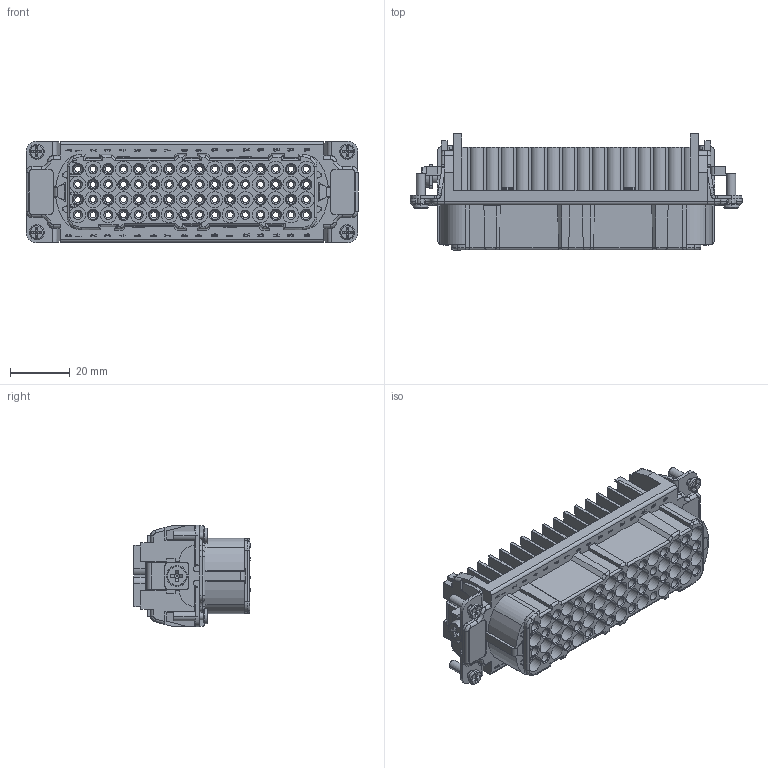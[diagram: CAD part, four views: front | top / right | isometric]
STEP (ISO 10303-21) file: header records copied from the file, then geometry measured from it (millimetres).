
FILE_DESCRIPTION((''),'2;1');
FILE_NAME('HD064F11','2017-08-22T',('tl.yang'),(''),'PRO/ENGINEER BY PARAMETRIC TECHNOLOGY CORPORATION, 2011500','PRO/ENGINEER BY PARAMETRIC TECHNOLOGY CORPORATION, 2011500','');
FILE_SCHEMA(('CONFIG_CONTROL_DESIGN'));
Products named in the file (1): HD064F11
Bounding box: 111.2 x 38.9 x 34 mm (x, y, z)
Volume: 57951.4 mm3; surface area: 53121.7 mm2
Topology: 1 solids, 1 shells, 5534 faces, 14823 edges, 9684 vertices
Faces by surface type: plane 3955, cylinder 1102, cone 355, torus 78, bspline 44
Entity records: 172974 total; most frequent: CARTESIAN_POINT 32109, ORIENTED_EDGE 29638, DIRECTION 28216, EDGE_CURVE 14819, VECTOR 11978, LINE 11978, VERTEX_POINT 9684, AXIS2_PLACEMENT_3D 8119
